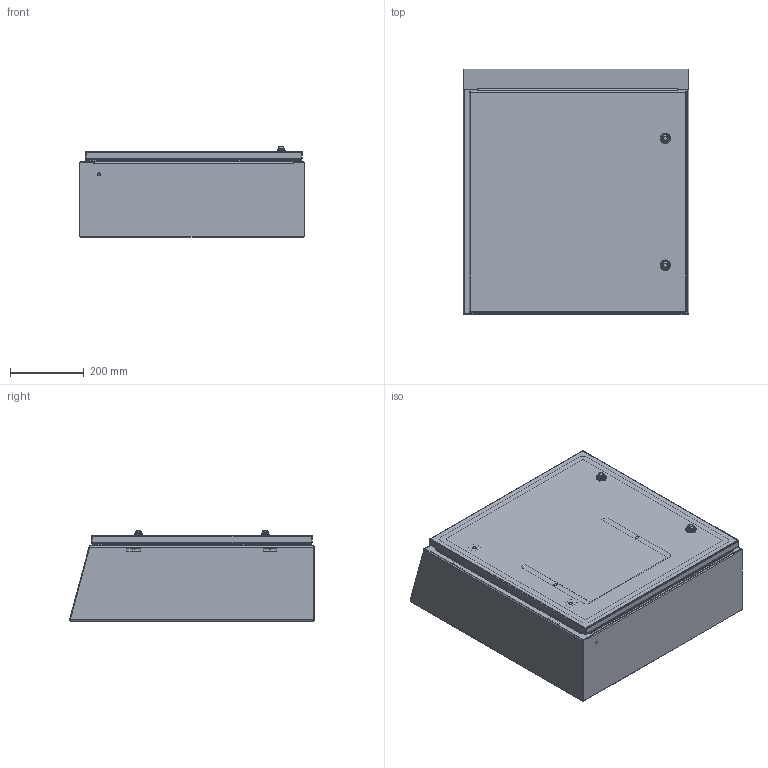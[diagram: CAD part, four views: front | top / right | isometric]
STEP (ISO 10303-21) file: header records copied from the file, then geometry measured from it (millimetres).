
FILE_DESCRIPTION (( 'STEP AP214' ), '1' );
FILE_NAME ('SCE-24K2408SSST.STEP', '2021-08-17T16:08:31', ( '' ), ( '' ), 'SwSTEP 2.0', 'SolidWorks 2021', '' );
FILE_SCHEMA (( 'AUTOMOTIVE_DESIGN' ));
Length unit declared in the file: inch
Products named in the file (1): SCE-24K2408SSST
Bounding box: 609.6 x 663.09 x 243.81 mm (x, y, z)
Volume: 4414632.5 mm3; surface area: 4054565 mm2
Topology: 51 solids, 51 shells, 3179 faces, 8283 edges, 5059 vertices
Faces by surface type: plane 1144, bspline 1117, cylinder 750, cone 96, torus 36, sphere 36
Full cylindrical faces by diameter (mm): 3.454 x2, 3.95 x4, 3.962 x4, 3.978 x2, 4.978 x8, 5 x2, 5.105 x4, 5.232 x6, 5.5 x2, 6.299 x5, 6.363 x4, 6.756 x2, 7.137 x4, 8 x2, 8.433 x4, 9.296 x4, 9.322 x4, 9.525 x4, 9.9 x2, 10 x2, 10.414 x2, 11.112 x4, 12.5 x2, 12.7 x4, 13.5 x2, 14.288 x4, 16 x2, 16.1 x2, 17 x2, 19.8 x2
Entity records: 213104 total; most frequent: CARTESIAN_POINT 105996, ORIENTED_EDGE 15442, DIRECTION 10399, EDGE_CURVE 7721, VERTEX_POINT 4934, AXIS2_PLACEMENT_3D 3842, EDGE_LOOP 3573, FACE_OUTER_BOUND 3358
